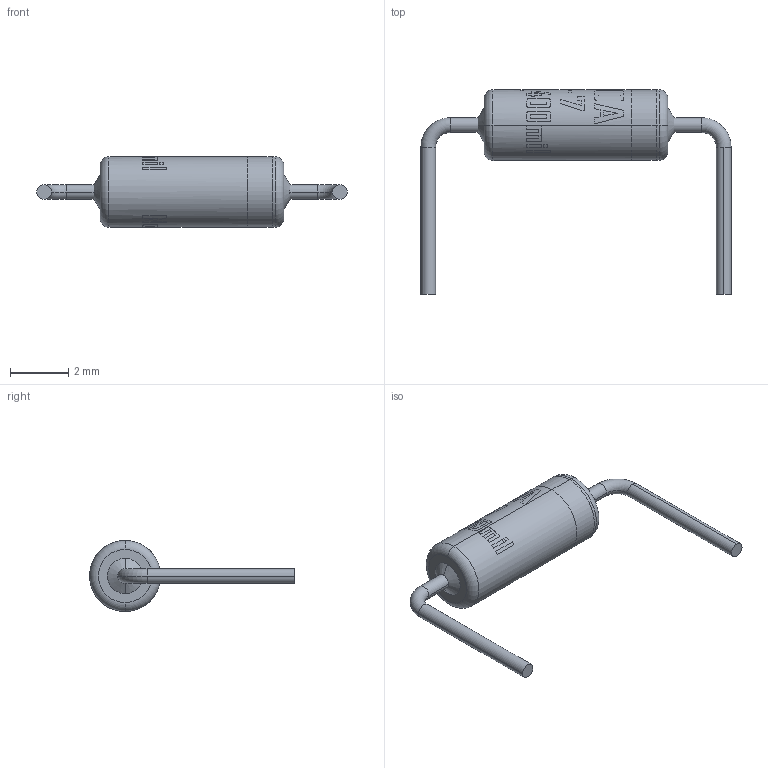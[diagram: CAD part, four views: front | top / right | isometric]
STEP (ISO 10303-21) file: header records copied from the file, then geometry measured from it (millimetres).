
FILE_DESCRIPTION (( 'STEP AP214' ), '1' );
FILE_NAME ('DO-7_Normal_400mil_rev1.0.STEP', '2023-03-16T20:17:24', ( '' ), ( '' ), 'SwSTEP 2.0', 'SolidWorks 2020', '' );
FILE_SCHEMA (( 'AUTOMOTIVE_DESIGN' ));
Length unit declared in the file: millimetre
Products named in the file (1): DO-7_Normal_400mil_rev1.0
Bounding box: 10.67 x 7.04 x 2.44 mm (x, y, z)
Volume: 26.6 mm3; surface area: 112.8 mm2
Topology: 1 solids, 2 shells, 68 faces, 326 edges, 295 vertices
Faces by surface type: cylinder 50, torus 8, plane 6, cone 4
Entity records: 4717 total; most frequent: CARTESIAN_POINT 1149, ORIENTED_EDGE 652, DIRECTION 522, EDGE_CURVE 326, VERTEX_POINT 295, AXIS2_PLACEMENT_3D 205, CIRCLE 136, VECTOR 112
